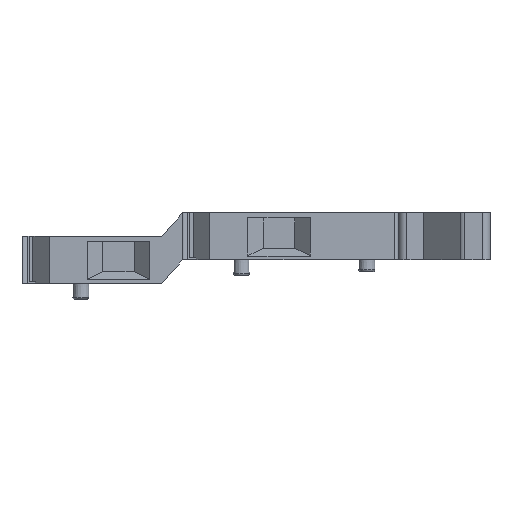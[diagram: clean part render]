
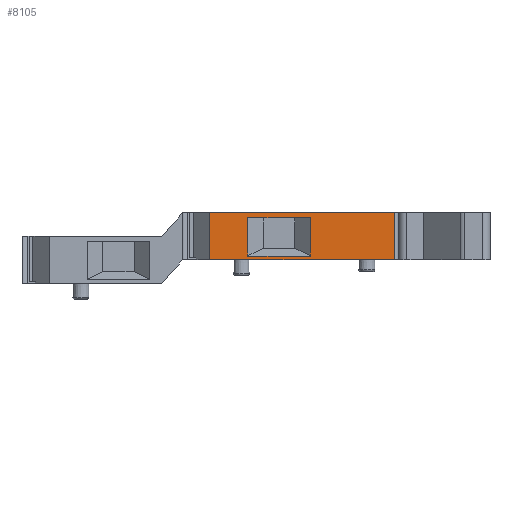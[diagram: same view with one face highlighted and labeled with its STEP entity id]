
A CAD part, left-side view. The second image highlights one B-rep face of the part: STEP entity #8105.
In plain terms, the highlighted planar face has unit normal (-1, 0, 0).
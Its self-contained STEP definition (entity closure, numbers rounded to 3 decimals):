
#378=LINE('',#11068,#914);
#380=LINE('',#11072,#916);
#381=LINE('',#11074,#917);
#383=LINE('',#11078,#919);
#418=LINE('',#11180,#954);
#497=LINE('',#11401,#1033);
#498=LINE('',#11403,#1034);
#499=LINE('',#11405,#1035);
#914=VECTOR('',#9187,1000.);
#916=VECTOR('',#9191,1000.);
#917=VECTOR('',#9194,1000.);
#919=VECTOR('',#9198,1000.);
#954=VECTOR('',#9293,1000.);
#1033=VECTOR('',#9456,1000.);
#1034=VECTOR('',#9459,1000.);
#1035=VECTOR('',#9460,1000.);
#1956=ORIENTED_EDGE('',*,*,#3340,.F.);
#1957=ORIENTED_EDGE('',*,*,#3338,.T.);
#1958=ORIENTED_EDGE('',*,*,#3337,.T.);
#1959=ORIENTED_EDGE('',*,*,#3335,.F.);
#1960=ORIENTED_EDGE('',*,*,#3390,.T.);
#1961=ORIENTED_EDGE('',*,*,#3501,.T.);
#1962=ORIENTED_EDGE('',*,*,#3502,.F.);
#1963=ORIENTED_EDGE('',*,*,#3503,.F.);
#3335=EDGE_CURVE('',#4165,#4164,#378,.T.);
#3337=EDGE_CURVE('',#4166,#4164,#380,.T.);
#3338=EDGE_CURVE('',#4167,#4166,#381,.T.);
#3340=EDGE_CURVE('',#4167,#4165,#383,.T.);
#3390=EDGE_CURVE('',#4205,#4204,#418,.T.);
#3501=EDGE_CURVE('',#4204,#4304,#497,.T.);
#3502=EDGE_CURVE('',#4305,#4304,#498,.T.);
#3503=EDGE_CURVE('',#4205,#4305,#499,.T.);
#4164=VERTEX_POINT('',#11065);
#4165=VERTEX_POINT('',#11067);
#4166=VERTEX_POINT('',#11071);
#4167=VERTEX_POINT('',#11075);
#4204=VERTEX_POINT('',#11179);
#4205=VERTEX_POINT('',#11181);
#4304=VERTEX_POINT('',#11400);
#4305=VERTEX_POINT('',#11404);
#4882=EDGE_LOOP('',(#1956,#1957,#1958,#1959));
#4883=EDGE_LOOP('',(#1960,#1961,#1962,#1963));
#5248=FACE_BOUND('',#4882,.T.);
#5249=FACE_BOUND('',#4883,.T.);
#5545=PLANE('',#8548);
#8105=ADVANCED_FACE('',(#5248,#5249),#5545,.F.);
#8548=AXIS2_PLACEMENT_3D('',#11402,#9457,#9458);
#9187=DIRECTION('',(0.,0.,1.));
#9191=DIRECTION('',(0.,-1.,0.));
#9194=DIRECTION('',(0.,0.,1.));
#9198=DIRECTION('',(0.,-1.,0.));
#9293=DIRECTION('',(0.,-1.,0.));
#9456=DIRECTION('',(0.,0.,1.));
#9457=DIRECTION('',(1.,0.,0.));
#9458=DIRECTION('',(0.,1.,0.));
#9459=DIRECTION('',(0.,-1.,0.));
#9460=DIRECTION('',(0.,0.,1.));
#11065=CARTESIAN_POINT('',(-27.,-36.801,8.35));
#11067=CARTESIAN_POINT('',(-27.,-36.801,3.5));
#11068=CARTESIAN_POINT('',(-27.,-36.801,4.5));
#11071=CARTESIAN_POINT('',(-27.,-28.801,8.35));
#11072=CARTESIAN_POINT('',(-27.,-28.801,8.35));
#11074=CARTESIAN_POINT('',(-27.,-28.801,4.5));
#11075=CARTESIAN_POINT('',(-27.,-28.801,3.5));
#11078=CARTESIAN_POINT('',(-27.,0.,3.5));
#11179=CARTESIAN_POINT('',(-27.,-47.5,3.));
#11180=CARTESIAN_POINT('',(-27.,0.,3.));
#11181=CARTESIAN_POINT('',(-27.,-23.951,3.));
#11400=CARTESIAN_POINT('',(-27.,-47.5,9.));
#11401=CARTESIAN_POINT('',(-27.,-47.5,9.));
#11402=CARTESIAN_POINT('',(-27.,0.,9.));
#11403=CARTESIAN_POINT('',(-27.,0.,9.));
#11404=CARTESIAN_POINT('',(-27.,-23.951,9.));
#11405=CARTESIAN_POINT('',(-27.,-23.951,-14.85));
